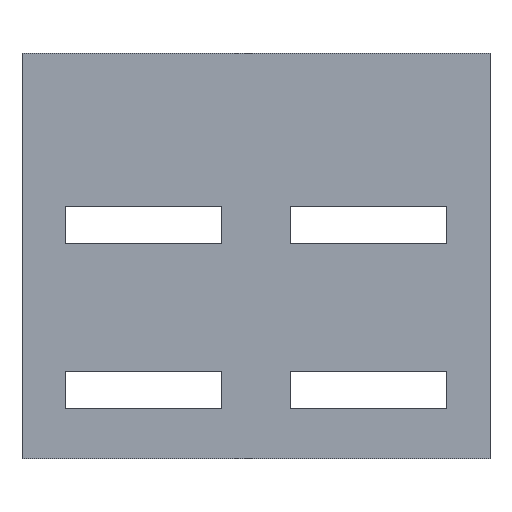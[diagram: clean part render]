
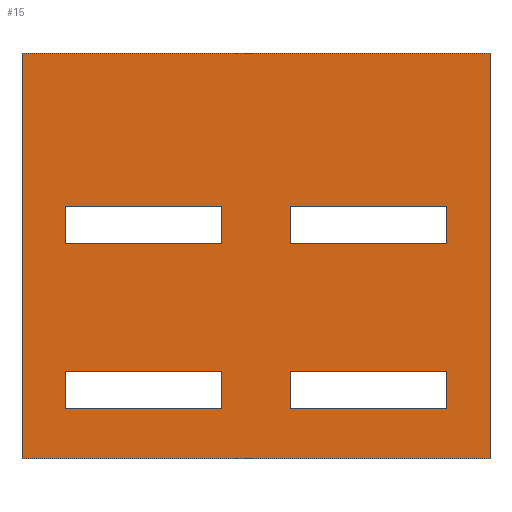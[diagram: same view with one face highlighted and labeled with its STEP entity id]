
A CAD part, top view. The second image highlights one B-rep face of the part: STEP entity #15.
In plain terms, the highlighted planar face has unit normal (0, 0, 1).
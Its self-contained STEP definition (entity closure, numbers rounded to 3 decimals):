
#15=ADVANCED_FACE('',(#45,#37,#38,#39,#40),#377,.T.);
#37=FACE_BOUND('',#68,.T.);
#38=FACE_BOUND('',#69,.T.);
#39=FACE_BOUND('',#70,.T.);
#40=FACE_BOUND('',#71,.T.);
#45=FACE_OUTER_BOUND('',#67,.T.);
#67=EDGE_LOOP('',(#97,#98,#99,#100));
#68=EDGE_LOOP('',(#101,#102,#103,#104));
#69=EDGE_LOOP('',(#105,#106,#107,#108));
#70=EDGE_LOOP('',(#109,#110,#111,#112));
#71=EDGE_LOOP('',(#113,#114,#115,#116));
#97=ORIENTED_EDGE('',*,*,#217,.T.);
#98=ORIENTED_EDGE('',*,*,#218,.T.);
#99=ORIENTED_EDGE('',*,*,#219,.T.);
#100=ORIENTED_EDGE('',*,*,#220,.T.);
#101=ORIENTED_EDGE('',*,*,#229,.T.);
#102=ORIENTED_EDGE('',*,*,#232,.T.);
#103=ORIENTED_EDGE('',*,*,#231,.T.);
#104=ORIENTED_EDGE('',*,*,#230,.T.);
#105=ORIENTED_EDGE('',*,*,#241,.T.);
#106=ORIENTED_EDGE('',*,*,#244,.T.);
#107=ORIENTED_EDGE('',*,*,#243,.T.);
#108=ORIENTED_EDGE('',*,*,#242,.T.);
#109=ORIENTED_EDGE('',*,*,#253,.T.);
#110=ORIENTED_EDGE('',*,*,#256,.T.);
#111=ORIENTED_EDGE('',*,*,#255,.T.);
#112=ORIENTED_EDGE('',*,*,#254,.T.);
#113=ORIENTED_EDGE('',*,*,#265,.T.);
#114=ORIENTED_EDGE('',*,*,#268,.T.);
#115=ORIENTED_EDGE('',*,*,#267,.T.);
#116=ORIENTED_EDGE('',*,*,#266,.T.);
#217=EDGE_CURVE('',#337,#338,#277,.T.);
#218=EDGE_CURVE('',#338,#339,#278,.T.);
#219=EDGE_CURVE('',#339,#340,#279,.T.);
#220=EDGE_CURVE('',#340,#337,#280,.T.);
#229=EDGE_CURVE('',#345,#346,#289,.T.);
#230=EDGE_CURVE('',#347,#345,#290,.T.);
#231=EDGE_CURVE('',#348,#347,#291,.T.);
#232=EDGE_CURVE('',#346,#348,#292,.T.);
#241=EDGE_CURVE('',#353,#354,#301,.T.);
#242=EDGE_CURVE('',#355,#353,#302,.T.);
#243=EDGE_CURVE('',#356,#355,#303,.T.);
#244=EDGE_CURVE('',#354,#356,#304,.T.);
#253=EDGE_CURVE('',#361,#362,#313,.T.);
#254=EDGE_CURVE('',#363,#361,#314,.T.);
#255=EDGE_CURVE('',#364,#363,#315,.T.);
#256=EDGE_CURVE('',#362,#364,#316,.T.);
#265=EDGE_CURVE('',#369,#370,#325,.T.);
#266=EDGE_CURVE('',#371,#369,#326,.T.);
#267=EDGE_CURVE('',#372,#371,#327,.T.);
#268=EDGE_CURVE('',#370,#372,#328,.T.);
#277=B_SPLINE_CURVE_WITH_KNOTS('',1,(#531,#532),.UNSPECIFIED.,.F.,.F.,(2,
2),(560.,710.),.UNSPECIFIED.);
#278=B_SPLINE_CURVE_WITH_KNOTS('',1,(#533,#534),.UNSPECIFIED.,.F.,.F.,(2,
2),(710.,840.),.UNSPECIFIED.);
#279=B_SPLINE_CURVE_WITH_KNOTS('',1,(#535,#536),.UNSPECIFIED.,.F.,.F.,(2,
2),(840.,990.),.UNSPECIFIED.);
#280=B_SPLINE_CURVE_WITH_KNOTS('',1,(#537,#538),.UNSPECIFIED.,.F.,.F.,(2,
2),(990.,1120.),.UNSPECIFIED.);
#289=B_SPLINE_CURVE_WITH_KNOTS('',1,(#555,#556),.UNSPECIFIED.,.F.,.F.,(2,
2),(-50.,0.),.UNSPECIFIED.);
#290=B_SPLINE_CURVE_WITH_KNOTS('',1,(#557,#558),.UNSPECIFIED.,.F.,.F.,(2,
2),(-62.,-50.),.UNSPECIFIED.);
#291=B_SPLINE_CURVE_WITH_KNOTS('',1,(#559,#560),.UNSPECIFIED.,.F.,.F.,(2,
2),(-112.,-62.),.UNSPECIFIED.);
#292=B_SPLINE_CURVE_WITH_KNOTS('',1,(#561,#562),.UNSPECIFIED.,.F.,.F.,(2,
2),(-124.,-112.),.UNSPECIFIED.);
#301=B_SPLINE_CURVE_WITH_KNOTS('',1,(#579,#580),.UNSPECIFIED.,.F.,.F.,(2,
2),(-50.,0.),.UNSPECIFIED.);
#302=B_SPLINE_CURVE_WITH_KNOTS('',1,(#581,#582),.UNSPECIFIED.,.F.,.F.,(2,
2),(-62.,-50.),.UNSPECIFIED.);
#303=B_SPLINE_CURVE_WITH_KNOTS('',1,(#583,#584),.UNSPECIFIED.,.F.,.F.,(2,
2),(-112.,-62.),.UNSPECIFIED.);
#304=B_SPLINE_CURVE_WITH_KNOTS('',1,(#585,#586),.UNSPECIFIED.,.F.,.F.,(2,
2),(-124.,-112.),.UNSPECIFIED.);
#313=B_SPLINE_CURVE_WITH_KNOTS('',1,(#603,#604),.UNSPECIFIED.,.F.,.F.,(2,
2),(-50.,0.),.UNSPECIFIED.);
#314=B_SPLINE_CURVE_WITH_KNOTS('',1,(#605,#606),.UNSPECIFIED.,.F.,.F.,(2,
2),(-62.,-50.),.UNSPECIFIED.);
#315=B_SPLINE_CURVE_WITH_KNOTS('',1,(#607,#608),.UNSPECIFIED.,.F.,.F.,(2,
2),(-112.,-62.),.UNSPECIFIED.);
#316=B_SPLINE_CURVE_WITH_KNOTS('',1,(#609,#610),.UNSPECIFIED.,.F.,.F.,(2,
2),(-124.,-112.),.UNSPECIFIED.);
#325=B_SPLINE_CURVE_WITH_KNOTS('',1,(#627,#628),.UNSPECIFIED.,.F.,.F.,(2,
2),(-50.,0.),.UNSPECIFIED.);
#326=B_SPLINE_CURVE_WITH_KNOTS('',1,(#629,#630),.UNSPECIFIED.,.F.,.F.,(2,
2),(-62.,-50.),.UNSPECIFIED.);
#327=B_SPLINE_CURVE_WITH_KNOTS('',1,(#631,#632),.UNSPECIFIED.,.F.,.F.,(2,
2),(-112.,-62.),.UNSPECIFIED.);
#328=B_SPLINE_CURVE_WITH_KNOTS('',1,(#633,#634),.UNSPECIFIED.,.F.,.F.,(2,
2),(-124.,-112.),.UNSPECIFIED.);
#337=VERTEX_POINT('',#491);
#338=VERTEX_POINT('',#492);
#339=VERTEX_POINT('',#493);
#340=VERTEX_POINT('',#494);
#345=VERTEX_POINT('',#499);
#346=VERTEX_POINT('',#500);
#347=VERTEX_POINT('',#501);
#348=VERTEX_POINT('',#502);
#353=VERTEX_POINT('',#507);
#354=VERTEX_POINT('',#508);
#355=VERTEX_POINT('',#509);
#356=VERTEX_POINT('',#510);
#361=VERTEX_POINT('',#515);
#362=VERTEX_POINT('',#516);
#363=VERTEX_POINT('',#517);
#364=VERTEX_POINT('',#518);
#369=VERTEX_POINT('',#523);
#370=VERTEX_POINT('',#524);
#371=VERTEX_POINT('',#525);
#372=VERTEX_POINT('',#526);
#377=PLANE('',#419);
#419=AXIS2_PLACEMENT_3D('',#469,#444,$);
#444=DIRECTION('',(0.,0.,1.));
#469=CARTESIAN_POINT('',(-75.,-65.,4.));
#491=CARTESIAN_POINT('',(-75.,-65.,4.));
#492=CARTESIAN_POINT('',(75.,-65.,4.));
#493=CARTESIAN_POINT('',(75.,65.,4.));
#494=CARTESIAN_POINT('',(-75.,65.,4.));
#499=CARTESIAN_POINT('',(-11.,4.,4.));
#500=CARTESIAN_POINT('',(-61.,4.,4.));
#501=CARTESIAN_POINT('',(-11.,16.,4.));
#502=CARTESIAN_POINT('',(-61.,16.,4.));
#507=CARTESIAN_POINT('',(61.,4.,4.));
#508=CARTESIAN_POINT('',(11.,4.,4.));
#509=CARTESIAN_POINT('',(61.,16.,4.));
#510=CARTESIAN_POINT('',(11.,16.,4.));
#515=CARTESIAN_POINT('',(61.,-49.,4.));
#516=CARTESIAN_POINT('',(11.,-49.,4.));
#517=CARTESIAN_POINT('',(61.,-37.,4.));
#518=CARTESIAN_POINT('',(11.,-37.,4.));
#523=CARTESIAN_POINT('',(-11.,-49.,4.));
#524=CARTESIAN_POINT('',(-61.,-49.,4.));
#525=CARTESIAN_POINT('',(-11.,-37.,4.));
#526=CARTESIAN_POINT('',(-61.,-37.,4.));
#531=CARTESIAN_POINT('',(-75.,-65.,4.));
#532=CARTESIAN_POINT('',(75.,-65.,4.));
#533=CARTESIAN_POINT('',(75.,-65.,4.));
#534=CARTESIAN_POINT('',(75.,65.,4.));
#535=CARTESIAN_POINT('',(75.,65.,4.));
#536=CARTESIAN_POINT('',(-75.,65.,4.));
#537=CARTESIAN_POINT('',(-75.,65.,4.));
#538=CARTESIAN_POINT('',(-75.,-65.,4.));
#555=CARTESIAN_POINT('',(-11.,4.,4.));
#556=CARTESIAN_POINT('',(-61.,4.,4.));
#557=CARTESIAN_POINT('',(-11.,16.,4.));
#558=CARTESIAN_POINT('',(-11.,4.,4.));
#559=CARTESIAN_POINT('',(-61.,16.,4.));
#560=CARTESIAN_POINT('',(-11.,16.,4.));
#561=CARTESIAN_POINT('',(-61.,4.,4.));
#562=CARTESIAN_POINT('',(-61.,16.,4.));
#579=CARTESIAN_POINT('',(61.,4.,4.));
#580=CARTESIAN_POINT('',(11.,4.,4.));
#581=CARTESIAN_POINT('',(61.,16.,4.));
#582=CARTESIAN_POINT('',(61.,4.,4.));
#583=CARTESIAN_POINT('',(11.,16.,4.));
#584=CARTESIAN_POINT('',(61.,16.,4.));
#585=CARTESIAN_POINT('',(11.,4.,4.));
#586=CARTESIAN_POINT('',(11.,16.,4.));
#603=CARTESIAN_POINT('',(61.,-49.,4.));
#604=CARTESIAN_POINT('',(11.,-49.,4.));
#605=CARTESIAN_POINT('',(61.,-37.,4.));
#606=CARTESIAN_POINT('',(61.,-49.,4.));
#607=CARTESIAN_POINT('',(11.,-37.,4.));
#608=CARTESIAN_POINT('',(61.,-37.,4.));
#609=CARTESIAN_POINT('',(11.,-49.,4.));
#610=CARTESIAN_POINT('',(11.,-37.,4.));
#627=CARTESIAN_POINT('',(-11.,-49.,4.));
#628=CARTESIAN_POINT('',(-61.,-49.,4.));
#629=CARTESIAN_POINT('',(-11.,-37.,4.));
#630=CARTESIAN_POINT('',(-11.,-49.,4.));
#631=CARTESIAN_POINT('',(-61.,-37.,4.));
#632=CARTESIAN_POINT('',(-11.,-37.,4.));
#633=CARTESIAN_POINT('',(-61.,-49.,4.));
#634=CARTESIAN_POINT('',(-61.,-37.,4.));
